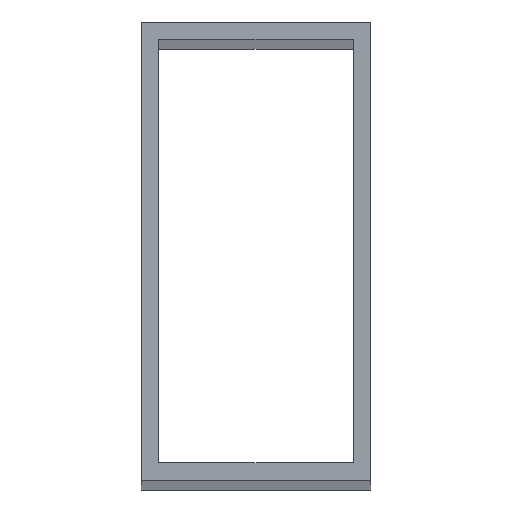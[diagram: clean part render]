
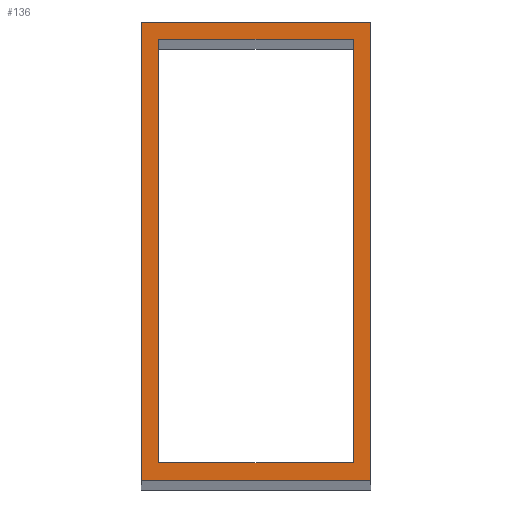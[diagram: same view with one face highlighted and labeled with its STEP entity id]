
A CAD part, top view. The second image highlights one B-rep face of the part: STEP entity #136.
In plain terms, the highlighted planar face has unit normal (0, 0, 1).
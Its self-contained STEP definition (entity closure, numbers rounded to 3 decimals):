
#3 = PLANE ( 'NONE',  #281 ) ;
#7 = EDGE_CURVE ( 'NONE', #206, #289, #160, .T. ) ;
#11 = EDGE_LOOP ( 'NONE', ( #167, #13, #262, #240 ) ) ;
#13 = ORIENTED_EDGE ( 'NONE', *, *, #31, .T. ) ;
#19 = CARTESIAN_POINT ( 'NONE',  ( -17., -37., 1000. ) ) ;
#23 = DIRECTION ( 'NONE',  ( 1., 0., 0. ) ) ;
#24 = DIRECTION ( 'NONE',  ( 0., 1., 0. ) ) ;
#27 = VECTOR ( 'NONE', #293, 1000. ) ;
#29 = LINE ( 'NONE', #284, #163 ) ;
#31 = EDGE_CURVE ( 'NONE', #289, #182, #111, .T. ) ;
#34 = VERTEX_POINT ( 'NONE', #324 ) ;
#46 = LINE ( 'NONE', #19, #193 ) ;
#47 = CARTESIAN_POINT ( 'NONE',  ( 20., 40., 1000. ) ) ;
#49 = ORIENTED_EDGE ( 'NONE', *, *, #178, .F. ) ;
#55 = LINE ( 'NONE', #185, #27 ) ;
#56 = CARTESIAN_POINT ( 'NONE',  ( -20., 40., 1000. ) ) ;
#58 = FACE_BOUND ( 'NONE', #172, .T. ) ;
#65 = VERTEX_POINT ( 'NONE', #303 ) ;
#70 = VECTOR ( 'NONE', #181, 1000. ) ;
#83 = EDGE_CURVE ( 'NONE', #182, #121, #55, .T. ) ;
#84 = CARTESIAN_POINT ( 'NONE',  ( -17., -37., 1000. ) ) ;
#90 = CARTESIAN_POINT ( 'NONE',  ( 0., 0., 1000. ) ) ;
#93 = EDGE_CURVE ( 'NONE', #105, #34, #46, .T. ) ;
#98 = VERTEX_POINT ( 'NONE', #352 ) ;
#100 = VECTOR ( 'NONE', #336, 1000. ) ;
#105 = VERTEX_POINT ( 'NONE', #84 ) ;
#111 = LINE ( 'NONE', #223, #348 ) ;
#116 = DIRECTION ( 'NONE',  ( 0., 0., -1. ) ) ;
#121 = VERTEX_POINT ( 'NONE', #200 ) ;
#127 = EDGE_CURVE ( 'NONE', #65, #98, #224, .T. ) ;
#128 = ORIENTED_EDGE ( 'NONE', *, *, #291, .F. ) ;
#136 = ADVANCED_FACE ( 'NONE', ( #230, #58 ), #3, .F. ) ;
#142 = DIRECTION ( 'NONE',  ( 0., -1., 0. ) ) ;
#145 = CARTESIAN_POINT ( 'NONE',  ( -17., 37., 1000. ) ) ;
#160 = LINE ( 'NONE', #269, #304 ) ;
#162 = DIRECTION ( 'NONE',  ( -1., 0., 0. ) ) ;
#163 = VECTOR ( 'NONE', #142, 1000. ) ;
#167 = ORIENTED_EDGE ( 'NONE', *, *, #7, .T. ) ;
#172 = EDGE_LOOP ( 'NONE', ( #320, #49, #191, #128 ) ) ;
#174 = CARTESIAN_POINT ( 'NONE',  ( 20., -40., 1000. ) ) ;
#178 = EDGE_CURVE ( 'NONE', #98, #105, #29, .T. ) ;
#181 = DIRECTION ( 'NONE',  ( 0., 1., 0. ) ) ;
#182 = VERTEX_POINT ( 'NONE', #56 ) ;
#185 = CARTESIAN_POINT ( 'NONE',  ( -20., -40., 1000. ) ) ;
#191 = ORIENTED_EDGE ( 'NONE', *, *, #127, .F. ) ;
#193 = VECTOR ( 'NONE', #243, 1000. ) ;
#200 = CARTESIAN_POINT ( 'NONE',  ( -20., -40., 1000. ) ) ;
#206 = VERTEX_POINT ( 'NONE', #174 ) ;
#223 = CARTESIAN_POINT ( 'NONE',  ( -20., 40., 1000. ) ) ;
#224 = LINE ( 'NONE', #145, #100 ) ;
#225 = VECTOR ( 'NONE', #23, 1000. ) ;
#230 = FACE_OUTER_BOUND ( 'NONE', #11, .T. ) ;
#236 = EDGE_CURVE ( 'NONE', #121, #206, #328, .T. ) ;
#240 = ORIENTED_EDGE ( 'NONE', *, *, #236, .T. ) ;
#243 = DIRECTION ( 'NONE',  ( 1., 0., 0. ) ) ;
#262 = ORIENTED_EDGE ( 'NONE', *, *, #83, .T. ) ;
#269 = CARTESIAN_POINT ( 'NONE',  ( 20., -40., 1000. ) ) ;
#281 = AXIS2_PLACEMENT_3D ( 'NONE', #90, #116, #335 ) ;
#284 = CARTESIAN_POINT ( 'NONE',  ( -17., -37., 1000. ) ) ;
#289 = VERTEX_POINT ( 'NONE', #47 ) ;
#290 = CARTESIAN_POINT ( 'NONE',  ( 17., -37., 1000. ) ) ;
#291 = EDGE_CURVE ( 'NONE', #34, #65, #343, .T. ) ;
#293 = DIRECTION ( 'NONE',  ( 0., -1., 0. ) ) ;
#303 = CARTESIAN_POINT ( 'NONE',  ( 17., 37., 1000. ) ) ;
#304 = VECTOR ( 'NONE', #24, 1000. ) ;
#320 = ORIENTED_EDGE ( 'NONE', *, *, #93, .F. ) ;
#323 = CARTESIAN_POINT ( 'NONE',  ( -20., -40., 1000. ) ) ;
#324 = CARTESIAN_POINT ( 'NONE',  ( 17., -37., 1000. ) ) ;
#328 = LINE ( 'NONE', #323, #225 ) ;
#335 = DIRECTION ( 'NONE',  ( -1., 0., 0. ) ) ;
#336 = DIRECTION ( 'NONE',  ( -1., 0., 0. ) ) ;
#343 = LINE ( 'NONE', #290, #70 ) ;
#348 = VECTOR ( 'NONE', #162, 1000. ) ;
#352 = CARTESIAN_POINT ( 'NONE',  ( -17., 37., 1000. ) ) ;
